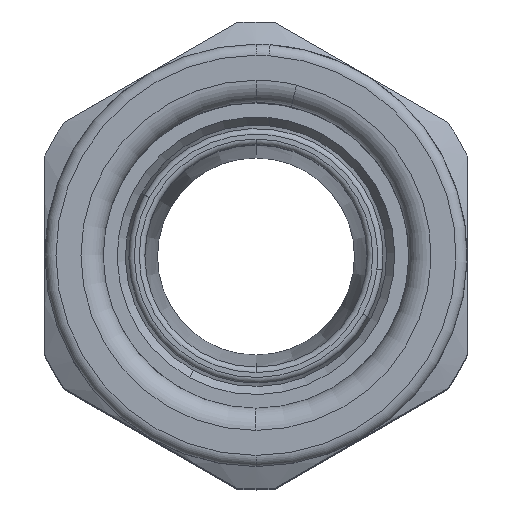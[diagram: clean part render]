
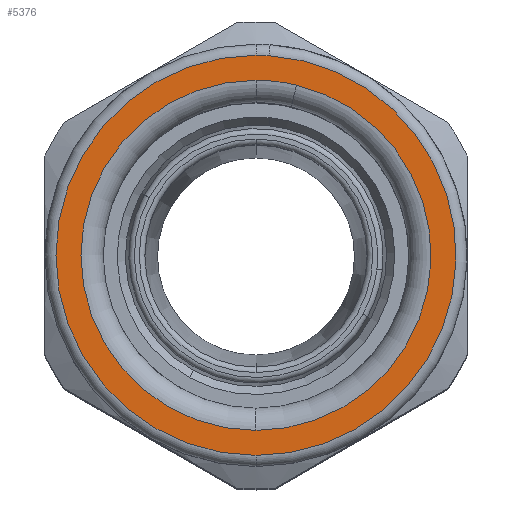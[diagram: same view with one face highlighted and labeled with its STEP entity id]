
A CAD part, top view. The second image highlights one B-rep face of the part: STEP entity #5376.
In plain terms, the highlighted planar face has unit normal (0, 0, 1).
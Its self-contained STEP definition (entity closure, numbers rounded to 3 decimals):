
#5209=AXIS2_PLACEMENT_3D('Circle Axis2P3D',#5207,#5208,$) ;
#5226=AXIS2_PLACEMENT_3D('Circle Axis2P3D',#5224,#5225,$) ;
#5250=AXIS2_PLACEMENT_3D('Circle Axis2P3D',#5248,#5249,$) ;
#5343=AXIS2_PLACEMENT_3D('Plane Axis2P3D',#5340,#5341,#5342) ;
#5352=AXIS2_PLACEMENT_3D('Circle Axis2P3D',#5350,#5351,$) ;
#5361=AXIS2_PLACEMENT_3D('Circle Axis2P3D',#5359,#5360,$) ;
#5368=AXIS2_PLACEMENT_3D('Circle Axis2P3D',#5366,#5367,$) ;
#5197=CARTESIAN_POINT('Vertex',(20.199,38.96,88.9)) ;
#5204=CARTESIAN_POINT('Vertex',(19.,39.,88.9)) ;
#5207=CARTESIAN_POINT('Axis2P3D Location',(19.,21.,88.9)) ;
#5224=CARTESIAN_POINT('Axis2P3D Location',(19.,21.,88.9)) ;
#5228=CARTESIAN_POINT('Vertex',(19.,3.,88.9)) ;
#5248=CARTESIAN_POINT('Axis2P3D Location',(19.,21.,88.9)) ;
#5340=CARTESIAN_POINT('Axis2P3D Location',(19.,21.,88.9)) ;
#5350=CARTESIAN_POINT('Axis2P3D Location',(19.,21.,88.9)) ;
#5354=CARTESIAN_POINT('Vertex',(22.644,36.323,88.9)) ;
#5356=CARTESIAN_POINT('Vertex',(19.,36.75,88.9)) ;
#5359=CARTESIAN_POINT('Axis2P3D Location',(19.,21.,88.9)) ;
#5363=CARTESIAN_POINT('Vertex',(19.,5.25,88.9)) ;
#5366=CARTESIAN_POINT('Axis2P3D Location',(19.,21.,88.9)) ;
#5208=DIRECTION('Axis2P3D Direction',(0.,0.,1.)) ;
#5225=DIRECTION('Axis2P3D Direction',(0.,0.,1.)) ;
#5249=DIRECTION('Axis2P3D Direction',(0.,0.,1.)) ;
#5341=DIRECTION('Axis2P3D Direction',(0.,0.,1.)) ;
#5342=DIRECTION('Axis2P3D XDirection',(0.,1.,0.)) ;
#5351=DIRECTION('Axis2P3D Direction',(0.,0.,1.)) ;
#5360=DIRECTION('Axis2P3D Direction',(0.,0.,1.)) ;
#5367=DIRECTION('Axis2P3D Direction',(0.,0.,1.)) ;
#5346=ORIENTED_EDGE('',*,*,#5230,.T.) ;
#5347=ORIENTED_EDGE('',*,*,#5211,.T.) ;
#5348=ORIENTED_EDGE('',*,*,#5252,.T.) ;
#5372=ORIENTED_EDGE('',*,*,#5358,.F.) ;
#5373=ORIENTED_EDGE('',*,*,#5365,.F.) ;
#5374=ORIENTED_EDGE('',*,*,#5370,.F.) ;
#5375=FACE_BOUND('',#5371,.T.) ;
#5376=ADVANCED_FACE('PartBody',(#5349,#5375),#5344,.T.) ;
#5210=CIRCLE('generated circle',#5209,18.) ;
#5227=CIRCLE('generated circle',#5226,18.) ;
#5251=CIRCLE('generated circle',#5250,18.) ;
#5353=CIRCLE('generated circle',#5352,15.75) ;
#5362=CIRCLE('generated circle',#5361,15.75) ;
#5369=CIRCLE('generated circle',#5368,15.75) ;
#5211=EDGE_CURVE('',#5198,#5205,#5210,.T.) ;
#5230=EDGE_CURVE('',#5229,#5198,#5227,.T.) ;
#5252=EDGE_CURVE('',#5205,#5229,#5251,.T.) ;
#5358=EDGE_CURVE('',#5355,#5357,#5353,.T.) ;
#5365=EDGE_CURVE('',#5364,#5355,#5362,.T.) ;
#5370=EDGE_CURVE('',#5357,#5364,#5369,.T.) ;
#5345=EDGE_LOOP('',(#5346,#5347,#5348)) ;
#5371=EDGE_LOOP('',(#5372,#5373,#5374)) ;
#5349=FACE_OUTER_BOUND('',#5345,.T.) ;
#5344=PLANE('',#5343) ;
#5198=VERTEX_POINT('',#5197) ;
#5205=VERTEX_POINT('',#5204) ;
#5229=VERTEX_POINT('',#5228) ;
#5355=VERTEX_POINT('',#5354) ;
#5357=VERTEX_POINT('',#5356) ;
#5364=VERTEX_POINT('',#5363) ;
